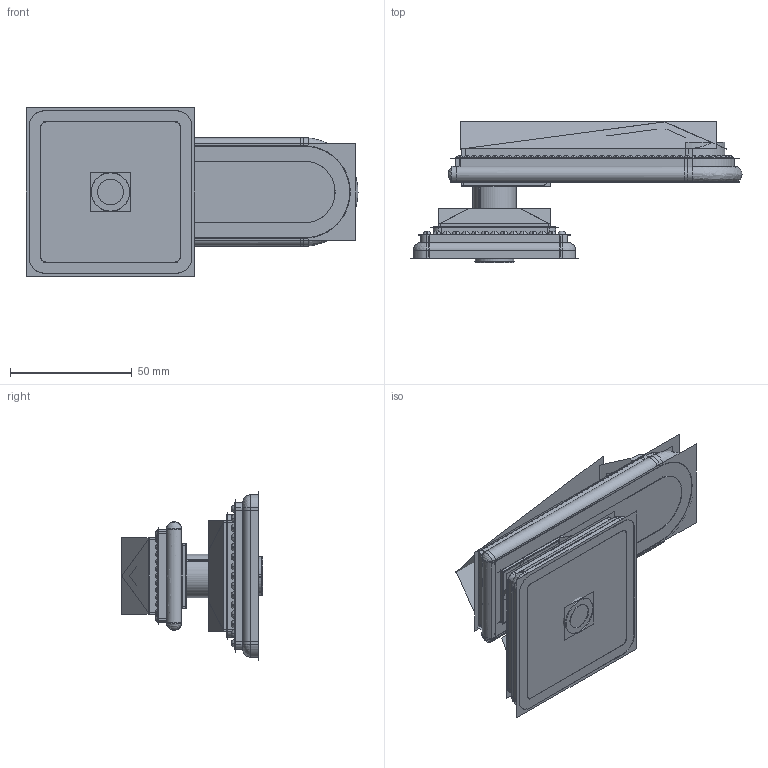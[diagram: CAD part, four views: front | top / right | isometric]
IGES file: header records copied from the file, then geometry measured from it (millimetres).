
Start section:  PTC IGES file: 2050DOR-ZZ-HMRD-X.igs
Global section: file name: 2050DOR-ZZ-HMRD-X.igs; native system: Creo Elements/Pro by Parametric Technology Corporation; preprocessor: 2015070; author: Administrator; organization: Unknown; date: 20200825.162137; units: inch
Bounding box: 136.27 x 57.99 x 69.34 mm (x, y, z)
Volume: 83032.4 mm3; surface area: 221567 mm2
Topology: 7 solids, 7 shells, 988 faces, 5180 edges, 6088 vertices
Faces by surface type: revolution 788, bspline 200
